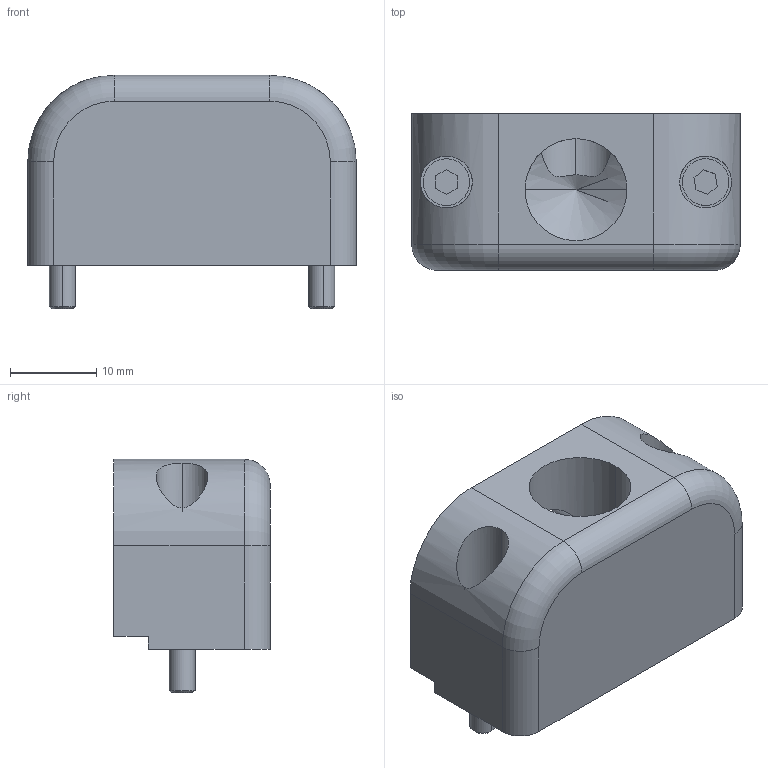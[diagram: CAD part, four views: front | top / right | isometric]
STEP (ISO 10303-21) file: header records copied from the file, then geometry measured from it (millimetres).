
FILE_DESCRIPTION (( 'STEP AP214' ), '1' );
FILE_NAME ('P1198.STEP', '2025-04-30T12:42:42', ( '' ), ( '' ), 'SwSTEP 2.0', 'SolidWorks 2024', '' );
FILE_SCHEMA (( 'AUTOMOTIVE_DESIGN' ));
Length unit declared in the file: millimetre
Products named in the file (1): P1198
Bounding box: 38 x 18.1 x 27 mm (x, y, z)
Volume: 11654.8 mm3; surface area: 4992.1 mm2
Topology: 3 solids, 3 shells, 63 faces, 146 edges, 93 vertices
Faces by surface type: plane 30, cylinder 25, cone 6, torus 2
Entity records: 2040 total; most frequent: CARTESIAN_POINT 527, DIRECTION 315, ORIENTED_EDGE 288, EDGE_CURVE 144, AXIS2_PLACEMENT_3D 115, VERTEX_POINT 93, LINE 85, VECTOR 85
